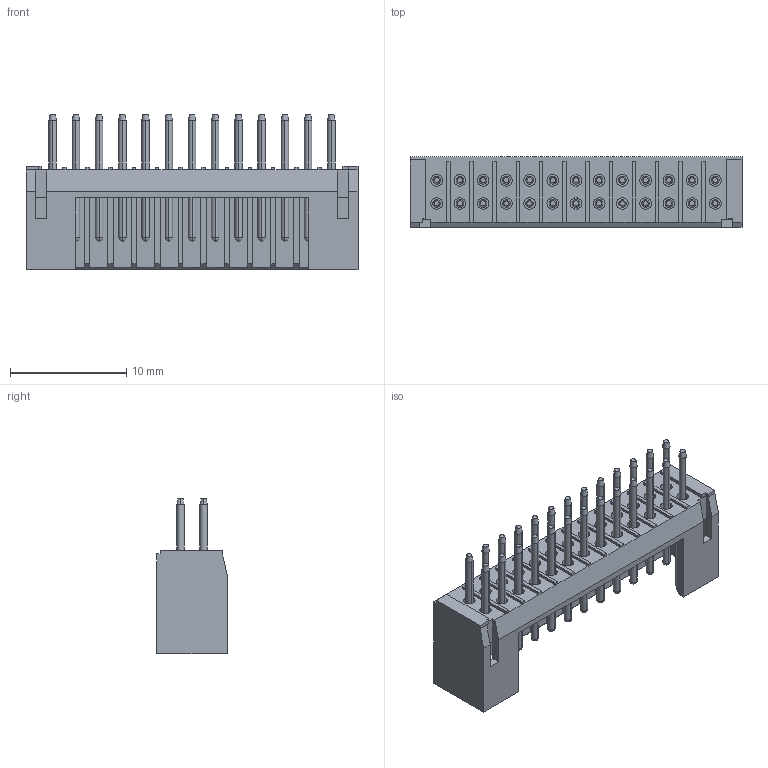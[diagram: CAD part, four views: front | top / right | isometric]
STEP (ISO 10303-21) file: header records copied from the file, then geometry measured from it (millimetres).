
FILE_DESCRIPTION (( 'STEP AP214' ), '1' );
FILE_NAME ('F2JL24-S26SD000-01-REF .STEP', '2026-04-21T02:16:17', ( '' ), ( '' ), 'SwSTEP 2.0', 'SolidWorks 2021', '' );
FILE_SCHEMA (( 'AUTOMOTIVE_DESIGN' ));
Length unit declared in the file: millimetre
Products named in the file (1): F2JL24-S26SD000-01-REF 
Bounding box: 28.6 x 6.1 x 13.4 mm (x, y, z)
Volume: 686.4 mm3; surface area: 1706.7 mm2
Topology: 1 solids, 1 shells, 478 faces, 1250 edges, 796 vertices
Faces by surface type: plane 218, cylinder 156, sphere 52, cone 52
Entity records: 14000 total; most frequent: DIRECTION 2572, CARTESIAN_POINT 2369, ORIENTED_EDGE 2292, EDGE_CURVE 1146, AXIS2_PLACEMENT_3D 947, VERTEX_POINT 744, VECTOR 678, LINE 678
